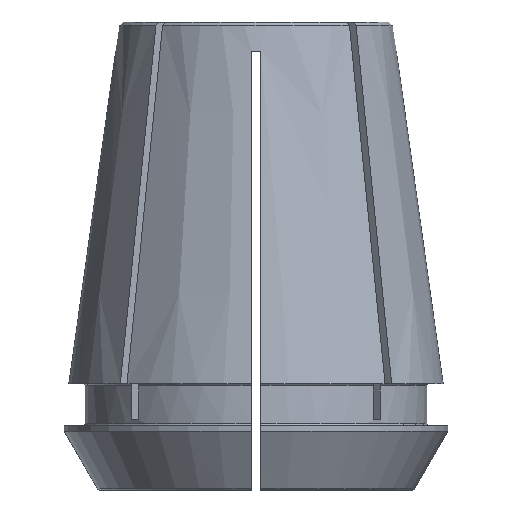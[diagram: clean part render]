
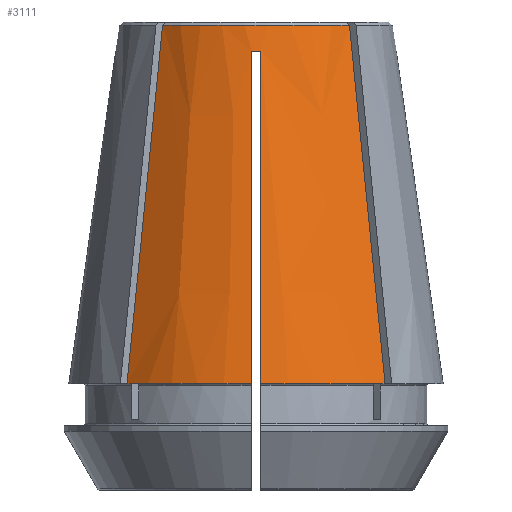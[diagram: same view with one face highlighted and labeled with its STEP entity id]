
A CAD part, front view. The second image highlights one B-rep face of the part: STEP entity #3111.
In plain terms, the highlighted conical face has half-angle 8 degrees and reference radius 11.657 mm.
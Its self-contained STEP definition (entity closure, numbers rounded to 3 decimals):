
#47=B_SPLINE_CURVE_WITH_KNOTS('',3,(#5228,#5229,#5230,#5231,#5232,#5233,
#5234),.UNSPECIFIED.,.F.,.F.,(4,3,4),(0.,0.021,
0.031),.UNSPECIFIED.);
#52=B_SPLINE_CURVE_WITH_KNOTS('',3,(#5296,#5297,#5298,#5299,#5300,#5301,
#5302,#5303,#5304,#5305),.UNSPECIFIED.,.F.,.F.,(4,3,3,4),(0.018,
0.022,0.044,0.047),.UNSPECIFIED.);
#60=B_SPLINE_CURVE_WITH_KNOTS('',3,(#5457,#5458,#5459,#5460),
 .UNSPECIFIED.,.F.,.F.,(4,4),(0.,0.031),
 .UNSPECIFIED.);
#61=B_SPLINE_CURVE_WITH_KNOTS('',3,(#5463,#5464,#5465,#5466,#5467,#5468,
#5469,#5470,#5471,#5472),.UNSPECIFIED.,.F.,.F.,(4,3,3,4),(0.018,
0.022,0.044,0.047),.UNSPECIFIED.);
#100=CONICAL_SURFACE('',#3433,11.657,0.14);
#1368=ORIENTED_EDGE('',*,*,#2087,.T.);
#1369=ORIENTED_EDGE('',*,*,#2088,.T.);
#1370=ORIENTED_EDGE('',*,*,#2085,.F.);
#1371=ORIENTED_EDGE('',*,*,#1999,.T.);
#1372=ORIENTED_EDGE('',*,*,#2089,.T.);
#1373=ORIENTED_EDGE('',*,*,#2090,.F.);
#1374=ORIENTED_EDGE('',*,*,#2029,.F.);
#1375=ORIENTED_EDGE('',*,*,#2026,.T.);
#1999=EDGE_CURVE('',#2393,#2392,#47,.T.);
#2026=EDGE_CURVE('',#2412,#2411,#52,.T.);
#2029=EDGE_CURVE('',#2412,#2414,#2597,.T.);
#2085=EDGE_CURVE('',#2393,#2447,#2608,.T.);
#2087=EDGE_CURVE('',#2411,#2448,#2609,.T.);
#2088=EDGE_CURVE('',#2448,#2447,#60,.T.);
#2089=EDGE_CURVE('',#2392,#2449,#2610,.T.);
#2090=EDGE_CURVE('',#2414,#2449,#61,.T.);
#2392=VERTEX_POINT('',#5227);
#2393=VERTEX_POINT('',#5235);
#2411=VERTEX_POINT('',#5295);
#2412=VERTEX_POINT('',#5306);
#2414=VERTEX_POINT('',#5312);
#2447=VERTEX_POINT('',#5452);
#2448=VERTEX_POINT('',#5456);
#2449=VERTEX_POINT('',#5462);
#2597=CIRCLE('',#3409,12.009);
#2608=CIRCLE('',#3432,11.699);
#2609=CIRCLE('',#3434,16.);
#2610=CIRCLE('',#3435,16.);
#2751=EDGE_LOOP('',(#1368,#1369,#1370,#1371,#1372,#1373,#1374,#1375));
#2911=FACE_BOUND('',#2751,.T.);
#3111=ADVANCED_FACE('',(#2911),#100,.T.);
#3409=AXIS2_PLACEMENT_3D('',#5311,#4186,#4187);
#3432=AXIS2_PLACEMENT_3D('',#5451,#4270,#4271);
#3433=AXIS2_PLACEMENT_3D('',#5454,#4273,#4274);
#3434=AXIS2_PLACEMENT_3D('',#5455,#4275,#4276);
#3435=AXIS2_PLACEMENT_3D('',#5461,#4277,#4278);
#4186=DIRECTION('',(0.,0.,-1.));
#4187=DIRECTION('',(-1.,0.,0.));
#4270=DIRECTION('',(0.,0.,1.));
#4271=DIRECTION('',(1.,0.,0.));
#4273=DIRECTION('',(0.,0.,-1.));
#4274=DIRECTION('',(-1.,0.,0.));
#4275=DIRECTION('',(0.,0.,1.));
#4276=DIRECTION('',(1.,0.,0.));
#4277=DIRECTION('',(0.,0.,1.));
#4278=DIRECTION('',(1.,0.,0.));
#5227=CARTESIAN_POINT('',(-11.027,-11.593,3.6));
#5228=CARTESIAN_POINT('',(-7.985,-8.55,34.203));
#5229=CARTESIAN_POINT('',(-8.659,-9.225,27.423));
#5230=CARTESIAN_POINT('',(-9.333,-9.899,20.643));
#5231=CARTESIAN_POINT('',(-10.007,-10.573,13.864));
#5232=CARTESIAN_POINT('',(-10.347,-10.913,10.442));
#5233=CARTESIAN_POINT('',(-10.687,-11.253,7.021));
#5234=CARTESIAN_POINT('',(-11.027,-11.593,3.6));
#5235=CARTESIAN_POINT('',(-7.985,-8.55,34.203));
#5295=CARTESIAN_POINT('',(0.4,-15.995,3.6));
#5296=CARTESIAN_POINT('',(0.4,-12.002,32.));
#5297=CARTESIAN_POINT('',(0.4,-12.169,30.811));
#5298=CARTESIAN_POINT('',(0.4,-12.336,29.622));
#5299=CARTESIAN_POINT('',(0.4,-12.503,28.433));
#5300=CARTESIAN_POINT('',(0.4,-13.523,21.184));
#5301=CARTESIAN_POINT('',(0.4,-14.542,13.934));
#5302=CARTESIAN_POINT('',(0.4,-15.561,6.684));
#5303=CARTESIAN_POINT('',(0.4,-15.706,5.656));
#5304=CARTESIAN_POINT('',(0.4,-15.85,4.628));
#5305=CARTESIAN_POINT('',(0.4,-15.995,3.6));
#5306=CARTESIAN_POINT('',(0.4,-12.002,32.));
#5311=CARTESIAN_POINT('',(0.,0.,32.));
#5312=CARTESIAN_POINT('',(-0.4,-12.002,32.));
#5451=CARTESIAN_POINT('',(0.,0.,34.203));
#5452=CARTESIAN_POINT('',(7.985,-8.55,34.203));
#5454=CARTESIAN_POINT('',(0.,0.,34.5));
#5455=CARTESIAN_POINT('',(0.,0.,3.6));
#5456=CARTESIAN_POINT('',(11.027,-11.593,3.6));
#5457=CARTESIAN_POINT('',(11.027,-11.593,3.6));
#5458=CARTESIAN_POINT('',(10.013,-10.579,13.801));
#5459=CARTESIAN_POINT('',(8.999,-9.565,24.002));
#5460=CARTESIAN_POINT('',(7.985,-8.55,34.203));
#5461=CARTESIAN_POINT('',(0.,0.,3.6));
#5462=CARTESIAN_POINT('',(-0.4,-15.995,3.6));
#5463=CARTESIAN_POINT('',(-0.4,-12.002,32.));
#5464=CARTESIAN_POINT('',(-0.4,-12.169,30.811));
#5465=CARTESIAN_POINT('',(-0.4,-12.336,29.622));
#5466=CARTESIAN_POINT('',(-0.4,-12.503,28.433));
#5467=CARTESIAN_POINT('',(-0.4,-13.523,21.184));
#5468=CARTESIAN_POINT('',(-0.4,-14.542,13.934));
#5469=CARTESIAN_POINT('',(-0.4,-15.561,6.684));
#5470=CARTESIAN_POINT('',(-0.4,-15.706,5.656));
#5471=CARTESIAN_POINT('',(-0.4,-15.85,4.628));
#5472=CARTESIAN_POINT('',(-0.4,-15.995,3.6));
